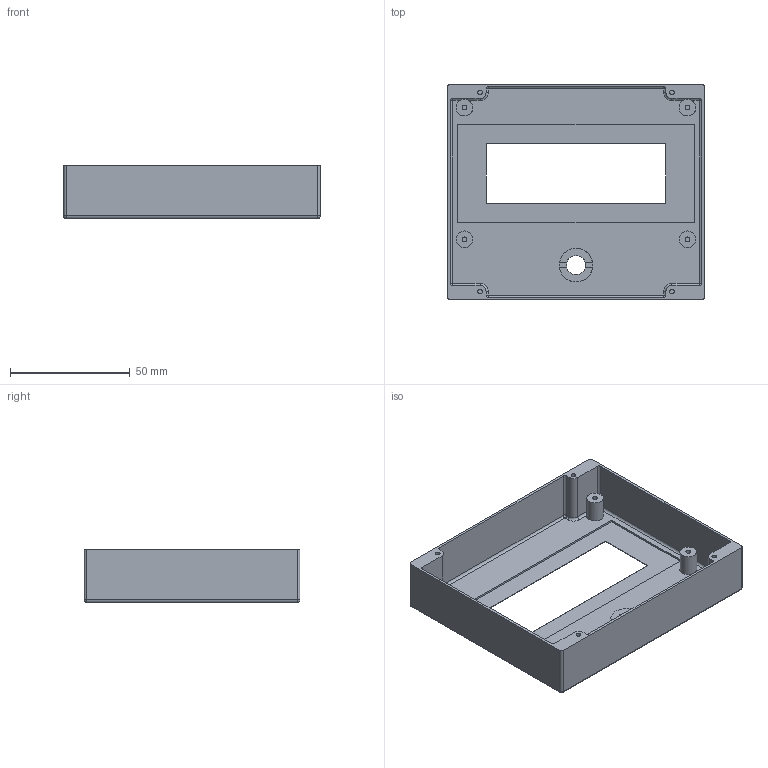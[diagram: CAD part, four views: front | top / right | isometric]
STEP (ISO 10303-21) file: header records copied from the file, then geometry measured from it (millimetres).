
FILE_DESCRIPTION(/* description */ ('STEP AP242','CAx-IF Rec.Pracs.---Representation and Presentation of Product Manufacturing Information (PMI)---4.0---2014-10-13','CAx-IF Rec.Pracs.---3D Tessellated Geometry---0.4---2014-09-14','2;1'),/* implementation_level */ '2;1');
FILE_NAME(/* name */ '625149892e01797aed9f2b49',/* time_stamp */ '2022-04-09T08:53:30+00:00',/* author */ (''),/* organization */ (''),/* preprocessor_version */ 'ST-DEVELOPER v18.101',/* originating_system */ ' ',/* authorisation */ ' ');
FILE_SCHEMA (('AP242_MANAGED_MODEL_BASED_3D_ENGINEERING_MIM_LF { 1 0 10303 442 1 1 4 }'));
Length unit declared in the file: metre
Products named in the file (1): Safe LCD Gehäuse
Bounding box: 107 x 90 x 22 mm (x, y, z)
Volume: 21798.5 mm3; surface area: 33787.5 mm2
Topology: 1 solids, 1 shells, 110 faces, 256 edges, 148 vertices
Faces by surface type: plane 48, cylinder 46, sphere 12, torus 4
Full cylindrical faces by diameter (mm): 2 x8, 7 x4, 8 x1, 14 x1
Entity records: 2950 total; most frequent: DIRECTION 548, CARTESIAN_POINT 493, ORIENTED_EDGE 452, EDGE_CURVE 226, AXIS2_PLACEMENT_3D 213, VERTEX_POINT 144, EDGE_LOOP 140, FACE_BOUND 140
